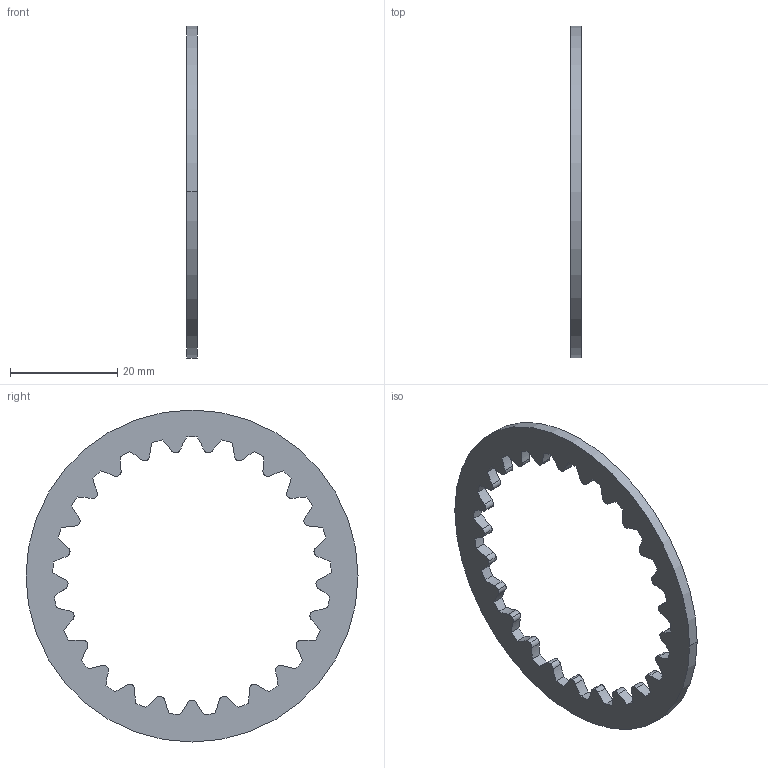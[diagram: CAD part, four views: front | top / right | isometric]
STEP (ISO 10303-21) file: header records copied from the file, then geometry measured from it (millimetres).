
FILE_DESCRIPTION(('CATIA V5 STEP Exchange'),'2;1');
FILE_NAME('chain wheel washer.stp','2019-04-29T08:47:35+00:00',('none'),('none'),'CATIA Version 5 Release 20 GA (IN-10)','CATIA V5 STEP AP203','none');
FILE_SCHEMA(('CONFIG_CONTROL_DESIGN'));
Length unit declared in the file: millimetre
Products named in the file (1): Part2
Bounding box: 2 x 62 x 62 mm (x, y, z)
Volume: 2164.4 mm3; surface area: 3018.9 mm2
Topology: 1 solids, 1 shells, 129 faces, 434 edges, 310 vertices
Faces by surface type: cylinder 77, extrusion 50, plane 2
Entity records: 8888 total; most frequent: CARTESIAN_POINT 5223, ORIENTED_EDGE 866, DIRECTION 540, EDGE_CURVE 433, VERTEX_POINT 306, AXIS2_PLACEMENT_3D 285, CIRCLE 206, VECTOR 178
